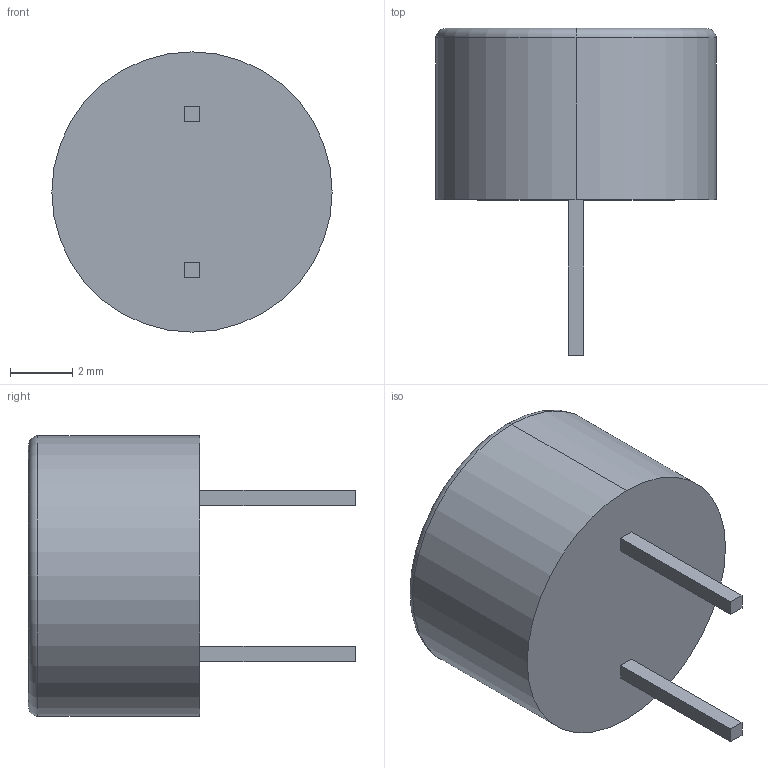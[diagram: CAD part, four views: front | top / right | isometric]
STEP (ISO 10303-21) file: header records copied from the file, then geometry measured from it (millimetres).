
FILE_DESCRIPTION (( 'STEP AP203' ), '1' );
FILE_NAME ('Buzzer 9 mm.STEP', '2024-06-06T15:56:02', ( '' ), ( '' ), 'SwSTEP 2.0', 'SolidWorks 2020', '' );
FILE_SCHEMA (( 'CONFIG_CONTROL_DESIGN' ));
Length unit declared in the file: millimetre
Products named in the file (1): Buzzer 9 mm
Bounding box: 9 x 10.5 x 9 mm (x, y, z)
Volume: 218.9 mm3; surface area: 494.4 mm2
Topology: 1 solids, 1 shells, 25 faces, 52 edges, 34 vertices
Faces by surface type: plane 15, cylinder 8, torus 2
Entity records: 747 total; most frequent: DIRECTION 124, CARTESIAN_POINT 112, ORIENTED_EDGE 104, EDGE_CURVE 52, AXIS2_PLACEMENT_3D 46, VERTEX_POINT 34, LINE 32, VECTOR 32
